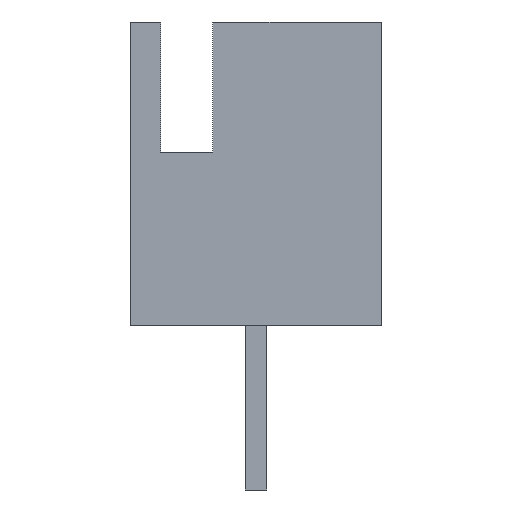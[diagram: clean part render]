
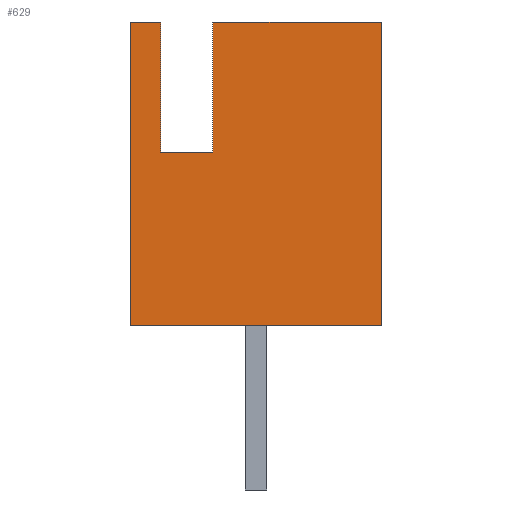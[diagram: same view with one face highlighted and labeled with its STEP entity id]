
A CAD part, left-side view. The second image highlights one B-rep face of the part: STEP entity #629.
In plain terms, the highlighted planar face has unit normal (-1, 0, 0).
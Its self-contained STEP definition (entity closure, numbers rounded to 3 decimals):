
#629=ADVANCED_FACE('',(#1423),#1425,.F.);
#1423=FACE_BOUND('',#1424,.T.);
#1424=EDGE_LOOP('',(#2024,#2025,#2026,#2027,#2028,#2029,#2030,#2031));
#1425=PLANE('',#1426);
#1426=AXIS2_PLACEMENT_3D('',#1427,#1428,#1429);
#1427=CARTESIAN_POINT('',(-6.25,-2.9,7.));
#1428=DIRECTION('',(1.,0.,0.));
#1429=DIRECTION('',(0.,0.,-1.));
#2024=ORIENTED_EDGE('',*,*,#2416,.F.);
#2025=ORIENTED_EDGE('',*,*,#2417,.F.);
#2026=ORIENTED_EDGE('',*,*,#2418,.F.);
#2027=ORIENTED_EDGE('',*,*,#2394,.T.);
#2028=ORIENTED_EDGE('',*,*,#2419,.F.);
#2029=ORIENTED_EDGE('',*,*,#2375,.T.);
#2030=ORIENTED_EDGE('',*,*,#2370,.T.);
#2031=ORIENTED_EDGE('',*,*,#2384,.F.);
#2370=EDGE_CURVE('',#2679,#2677,#2680,.T.);
#2375=EDGE_CURVE('',#2685,#2679,#2686,.T.);
#2384=EDGE_CURVE('',#2699,#2677,#2701,.T.);
#2394=EDGE_CURVE('',#2717,#2715,#2718,.T.);
#2416=EDGE_CURVE('',#2752,#2699,#2754,.T.);
#2417=EDGE_CURVE('',#2755,#2752,#2756,.T.);
#2418=EDGE_CURVE('',#2717,#2755,#2757,.T.);
#2419=EDGE_CURVE('',#2685,#2715,#2758,.T.);
#2677=VERTEX_POINT('',#3249);
#2679=VERTEX_POINT('',#3253);
#2680=LINE('',#3254,#3255);
#2685=VERTEX_POINT('',#3269);
#2686=LINE('',#3270,#3271);
#2699=VERTEX_POINT('',#3300);
#2701=LINE('',#3304,#3305);
#2715=VERTEX_POINT('',#3337);
#2717=VERTEX_POINT('',#3341);
#2718=LINE('',#3342,#3343);
#2752=VERTEX_POINT('',#3418);
#2754=LINE('',#3422,#3423);
#2755=VERTEX_POINT('',#3425);
#2756=LINE('',#3426,#3427);
#2757=LINE('',#3429,#3430);
#2758=LINE('',#3432,#3433);
#3249=CARTESIAN_POINT('',(-6.25,-2.9,0.));
#3253=CARTESIAN_POINT('',(-6.25,2.9,0.));
#3254=CARTESIAN_POINT('',(-6.25,2.9,0.));
#3255=VECTOR('',#3256,1.);
#3256=DIRECTION('',(0.,-1.,0.));
#3269=CARTESIAN_POINT('',(-6.25,2.9,7.));
#3270=CARTESIAN_POINT('',(-6.25,2.9,7.));
#3271=VECTOR('',#3272,1.);
#3272=DIRECTION('',(0.,0.,-1.));
#3300=CARTESIAN_POINT('',(-6.25,-2.9,7.));
#3304=CARTESIAN_POINT('',(-6.25,-2.9,7.));
#3305=VECTOR('',#3306,1.);
#3306=DIRECTION('',(0.,0.,-1.));
#3337=CARTESIAN_POINT('',(-6.25,2.2,7.));
#3341=CARTESIAN_POINT('',(-6.25,2.2,4.));
#3342=CARTESIAN_POINT('',(-6.25,2.2,4.));
#3343=VECTOR('',#3344,1.);
#3344=DIRECTION('',(0.,0.,1.));
#3418=CARTESIAN_POINT('',(-6.25,1.,7.));
#3422=CARTESIAN_POINT('',(-6.25,1.,7.));
#3423=VECTOR('',#3424,1.);
#3424=DIRECTION('',(0.,-1.,0.));
#3425=CARTESIAN_POINT('',(-6.25,1.,4.));
#3426=CARTESIAN_POINT('',(-6.25,1.,4.));
#3427=VECTOR('',#3428,1.);
#3428=DIRECTION('',(0.,0.,1.));
#3429=CARTESIAN_POINT('',(-6.25,2.2,4.));
#3430=VECTOR('',#3431,1.);
#3431=DIRECTION('',(0.,-1.,0.));
#3432=CARTESIAN_POINT('',(-6.25,2.9,7.));
#3433=VECTOR('',#3434,1.);
#3434=DIRECTION('',(0.,-1.,0.));
